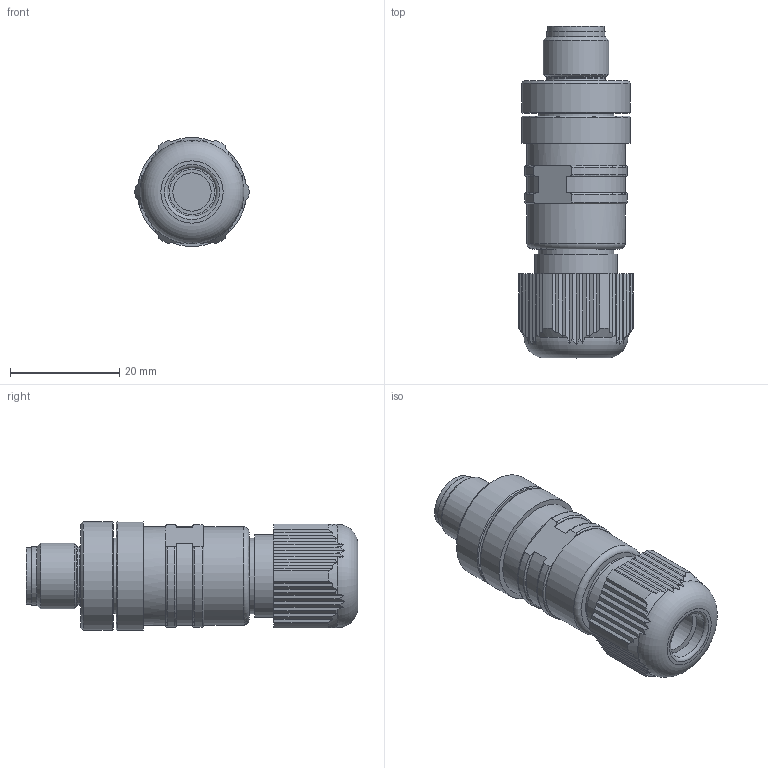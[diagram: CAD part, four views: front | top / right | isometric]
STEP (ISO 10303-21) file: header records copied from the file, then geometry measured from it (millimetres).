
FILE_DESCRIPTION(/* description */ (''),/* implementation_level */ '2;1');
FILE_NAME(/* name */ 'VK003C28.stp',/* time_stamp */ '2016-10-11T14:52:59+02:00',/* author */ ('mitarbeiter'),/* organization */ (''),/* preprocessor_version */ 'ST-DEVELOPER v15.2',/* originating_system */ 'Autodesk Inventor 2014',/* authorisation */ '');
FILE_SCHEMA (('AUTOMOTIVE_DESIGN { 1 0 10303 214 3 1 1 }'));
Length unit declared in the file: millimetre
Products named in the file (1): VK003C28
Bounding box: 20.89 x 60.8 x 19.92 mm (x, y, z)
Volume: 13065.7 mm3; surface area: 5532.2 mm2
Topology: 1 solids, 1 shells, 220 faces, 589 edges, 389 vertices
Faces by surface type: plane 133, cylinder 37, cone 25, torus 21, bspline 4
Full cylindrical faces by diameter (mm): 1 x4, 1.8 x1, 7 x1, 8.233 x1, 8.3 x1, 8.867 x2, 10.7 x1, 10.743 x1, 12 x1, 13.8 x2, 15.2 x1, 18 x2, 20 x2
Entity records: 9688 total; most frequent: CARTESIAN_POINT 4486, ORIENTED_EDGE 1092, DIRECTION 1008, EDGE_CURVE 546, AXIS2_PLACEMENT_3D 381, VERTEX_POINT 379, EDGE_LOOP 271, LINE 246
